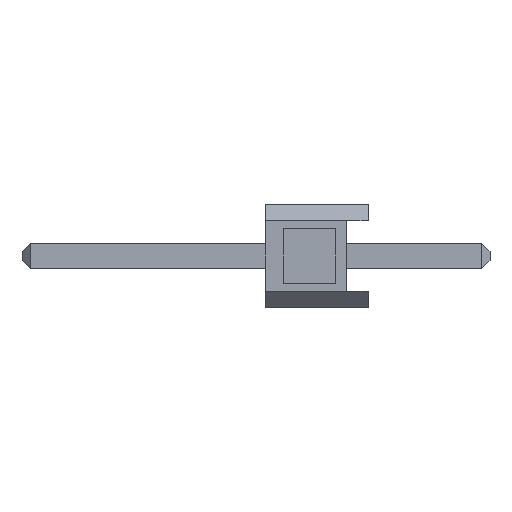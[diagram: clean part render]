
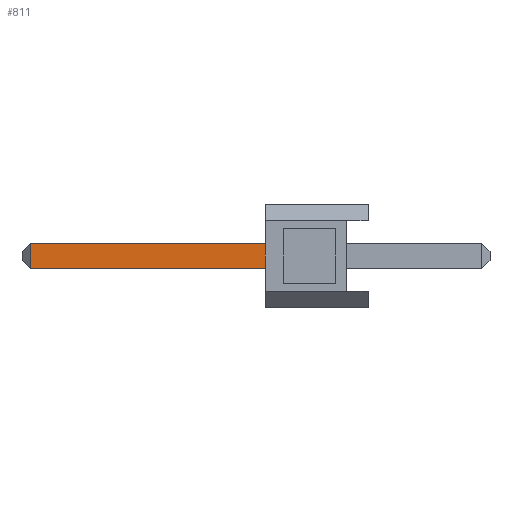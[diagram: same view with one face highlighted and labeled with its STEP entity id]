
A CAD part, left-side view. The second image highlights one B-rep face of the part: STEP entity #811.
In plain terms, the highlighted planar face has unit normal (-1, 0, 0).
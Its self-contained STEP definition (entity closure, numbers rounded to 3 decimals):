
#46 = DIRECTION ( 'NONE',  ( 0., 0., -1. ) ) ;
#66 = EDGE_LOOP ( 'NONE', ( #1175, #1173, #68, #1737 ) ) ;
#68 = ORIENTED_EDGE ( 'NONE', *, *, #937, .F. ) ;
#80 = VECTOR ( 'NONE', #218, 1000. ) ;
#93 = CARTESIAN_POINT ( 'NONE',  ( -0.32, 2.54, -0.32 ) ) ;
#120 = CARTESIAN_POINT ( 'NONE',  ( -0.32, -3., -0.32 ) ) ;
#153 = FACE_OUTER_BOUND ( 'NONE', #66, .T. ) ;
#170 = DIRECTION ( 'NONE',  ( 0., 1., 0. ) ) ;
#184 = DIRECTION ( 'NONE',  ( 0., 0., 1. ) ) ;
#218 = DIRECTION ( 'NONE',  ( 0., 0., -1. ) ) ;
#252 = VECTOR ( 'NONE', #46, 1000. ) ;
#325 = VERTEX_POINT ( 'NONE', #690 ) ;
#328 = VERTEX_POINT ( 'NONE', #93 ) ;
#380 = LINE ( 'NONE', #1713, #1548 ) ;
#386 = CARTESIAN_POINT ( 'NONE',  ( -0.32, 8.34, 0.32 ) ) ;
#542 = DIRECTION ( 'NONE',  ( 0., 1., 0. ) ) ;
#690 = CARTESIAN_POINT ( 'NONE',  ( -0.32, 2.54, 0.32 ) ) ;
#751 = DIRECTION ( 'NONE',  ( -1., 0., 0. ) ) ;
#754 = LINE ( 'NONE', #805, #80 ) ;
#770 = VERTEX_POINT ( 'NONE', #386 ) ;
#805 = CARTESIAN_POINT ( 'NONE',  ( -0.32, 2.54, 0. ) ) ;
#811 = ADVANCED_FACE ( 'NONE', ( #153 ), #1504, .T. ) ;
#937 = EDGE_CURVE ( 'NONE', #328, #1833, #1355, .T. ) ;
#1071 = EDGE_CURVE ( 'NONE', #325, #328, #754, .T. ) ;
#1173 = ORIENTED_EDGE ( 'NONE', *, *, #1576, .T. ) ;
#1175 = ORIENTED_EDGE ( 'NONE', *, *, #1811, .T. ) ;
#1221 = CARTESIAN_POINT ( 'NONE',  ( -0.32, 8.34, -0.32 ) ) ;
#1355 = LINE ( 'NONE', #1497, #1733 ) ;
#1421 = CARTESIAN_POINT ( 'NONE',  ( -0.32, 8.34, -0.32 ) ) ;
#1488 = AXIS2_PLACEMENT_3D ( 'NONE', #120, #751, #184 ) ;
#1497 = CARTESIAN_POINT ( 'NONE',  ( -0.32, -3., -0.32 ) ) ;
#1504 = PLANE ( 'NONE',  #1488 ) ;
#1548 = VECTOR ( 'NONE', #542, 1000. ) ;
#1576 = EDGE_CURVE ( 'NONE', #770, #1833, #1793, .T. ) ;
#1713 = CARTESIAN_POINT ( 'NONE',  ( -0.32, -3., 0.32 ) ) ;
#1733 = VECTOR ( 'NONE', #170, 1000. ) ;
#1737 = ORIENTED_EDGE ( 'NONE', *, *, #1071, .F. ) ;
#1793 = LINE ( 'NONE', #1221, #252 ) ;
#1811 = EDGE_CURVE ( 'NONE', #325, #770, #380, .T. ) ;
#1833 = VERTEX_POINT ( 'NONE', #1421 ) ;
